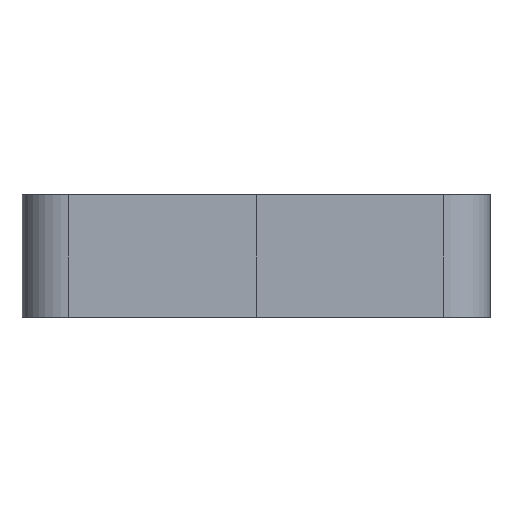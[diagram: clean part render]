
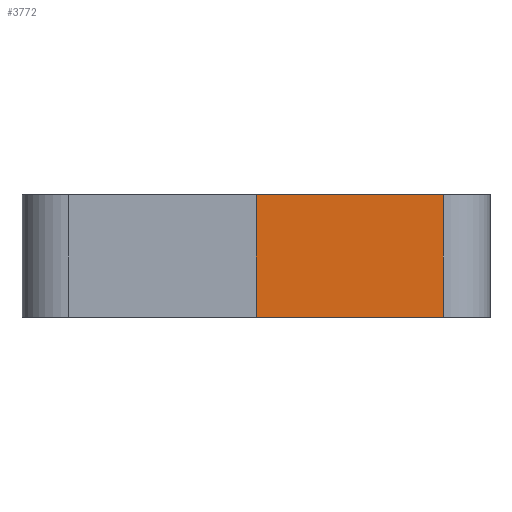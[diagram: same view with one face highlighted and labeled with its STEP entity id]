
A CAD part, front view. The second image highlights one B-rep face of the part: STEP entity #3772.
In plain terms, the highlighted planar face has unit normal (0, -1, 0).
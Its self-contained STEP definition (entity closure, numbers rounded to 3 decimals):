
#495=DIRECTION('',(1.,0.,0.));
#496=VECTOR('',#495,16.);
#497=CARTESIAN_POINT('',(0.,-20.,10.5));
#498=LINE('',#497,#496);
#701=DIRECTION('',(1.,0.,0.));
#702=VECTOR('',#701,16.);
#703=CARTESIAN_POINT('',(0.,-20.,0.));
#704=LINE('',#703,#702);
#1240=DIRECTION('',(0.,0.,1.));
#1241=VECTOR('',#1240,10.5);
#1242=CARTESIAN_POINT('',(16.,-20.,0.));
#1243=LINE('',#1242,#1241);
#1244=DIRECTION('',(0.,0.,1.));
#1245=VECTOR('',#1244,10.5);
#1246=CARTESIAN_POINT('',(0.,-20.,0.));
#1247=LINE('',#1246,#1245);
#1994=CARTESIAN_POINT('',(0.,-20.,0.));
#1995=VERTEX_POINT('',#1994);
#1996=CARTESIAN_POINT('',(16.,-20.,0.));
#1997=VERTEX_POINT('',#1996);
#2016=CARTESIAN_POINT('',(0.,-20.,10.5));
#2017=VERTEX_POINT('',#2016);
#2018=CARTESIAN_POINT('',(16.,-20.,10.5));
#2019=VERTEX_POINT('',#2018);
#3760=CARTESIAN_POINT('',(0.,-20.,0.));
#3761=DIRECTION('',(0.,-1.,0.));
#3762=DIRECTION('',(1.,0.,0.));
#3763=AXIS2_PLACEMENT_3D('',#3760,#3761,#3762);
#3764=PLANE('',#3763);
#3765=ORIENTED_EDGE('',*,*,#2984,.F.);
#3767=ORIENTED_EDGE('',*,*,#3766,.T.);
#3768=ORIENTED_EDGE('',*,*,#2774,.T.);
#3769=ORIENTED_EDGE('',*,*,#3753,.F.);
#3770=EDGE_LOOP('',(#3765,#3767,#3768,#3769));
#3771=FACE_OUTER_BOUND('',#3770,.F.);
#3772=ADVANCED_FACE('',(#3771),#3764,.T.);
#2774=EDGE_CURVE('',#2017,#2019,#498,.T.);
#2984=EDGE_CURVE('',#1995,#1997,#704,.T.);
#3753=EDGE_CURVE('',#1997,#2019,#1243,.T.);
#3766=EDGE_CURVE('',#1995,#2017,#1247,.T.);
